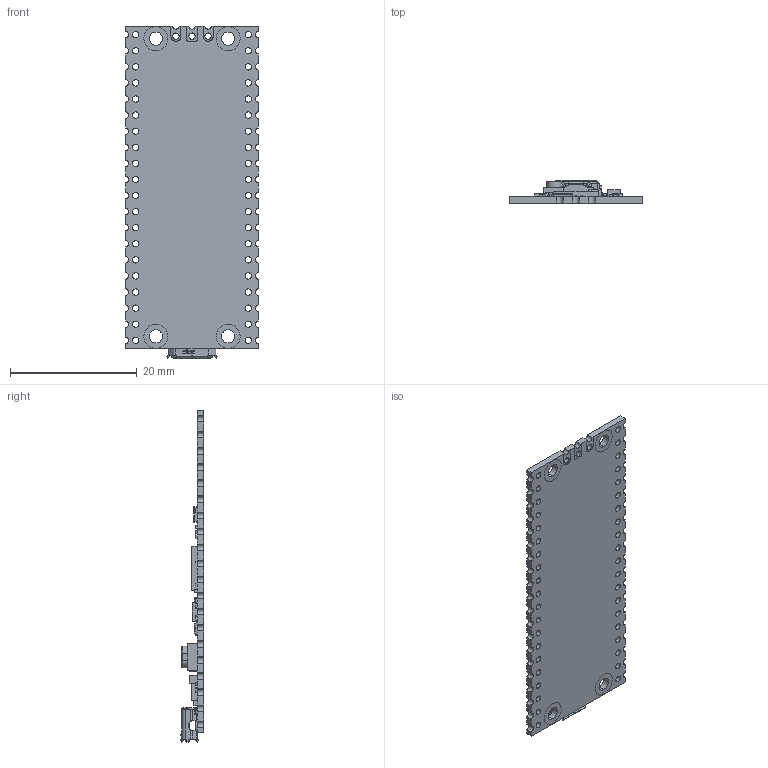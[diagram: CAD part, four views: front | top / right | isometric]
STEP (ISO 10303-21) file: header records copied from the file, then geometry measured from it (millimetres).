
FILE_DESCRIPTION(/* description */ ('VariCAD 2022-1.06 AP-214'),/* implementation_level */ '2;1');
FILE_NAME(/* name */ 'Raspberry Pi Pico-R3.stp',/* time_stamp */ '2022-04-25T18:33:19+01:00',/* author */ (''),/* organization */ (''),/* preprocessor_version */ 'VariCAD 2022-1.06',/* originating_system */ 'VariCAD 2022-1.06; kernel version (20180118)',/* authorisation */ '');
FILE_SCHEMA(('AUTOMOTIVE_DESIGN'));
Products named in the file (117): Raspberry Pi Pico-R3; SMD Capacitor, Configurable, Raspberry Pi Pico-R3_C43; SMD Capacitor, Configurable, Raspberry Pi Pico-R3_C42; SMD Capacitor, Configurable, Raspberry Pi Pico-R3_C41; SMD Resistor, Configurable, Raspberry Pi Pico-R3_R63; SMD Resistor, Configurable, Raspberry Pi Pico-R3_R62; SMD Resistor, Configurable, Raspberry Pi Pico-R3_R61; SMD Capacitor, Configurable, Raspberry Pi Pico-R3_C13; SMD Capacitor, Configurable, Raspberry Pi Pico-R3_C12; SMD Capacitor, Configurable, Raspberry Pi Pico-R3_C11; SMD Resistor, Configurable, Raspberry Pi Pico-R3_R113; SMD Resistor, Configurable, Raspberry Pi Pico-R3_R112; SMD Resistor, Configurable, Raspberry Pi Pico-R3_R111; SMD Capacitor, Configurable, Raspberry Pi Pico-R3_C53; SMD Capacitor, Configurable, Raspberry Pi Pico-R3_C52; SMD Capacitor, Configurable, Raspberry Pi Pico-R3_C51; SMD Resistor, Configurable, Raspberry Pi Pico-R3_R143; SMD Resistor, Configurable, Raspberry Pi Pico-R3_R142; SMD Resistor, Configurable, Raspberry Pi Pico-R3_R141; SMD Resistor, Configurable, Raspberry Pi Pico-R3_R33; SMD Resistor, Configurable, Raspberry Pi Pico-R3_R32; SMD Resistor, Configurable, Raspberry Pi Pico-R3_R31; SMD Capacitor, Configurable, Raspberry Pi Pico-R3_C153; SMD Capacitor, Configurable, Raspberry Pi Pico-R3_C152; SMD Capacitor, Configurable, Raspberry Pi Pico-R3_C151; SMD Resistor, Configurable, Raspberry Pi Pico-R3_R23; SMD Resistor, Configurable, Raspberry Pi Pico-R3_R22; SMD Resistor, Configurable, Raspberry Pi Pico-R3_R21; L1, Inductor, Raspberry Pi Pico-R3; MicroUSB Port, Raspberry Pi Pico-R37; MicroUSB Port, Raspberry Pi Pico-R36; MicroUSB Port, Raspberry Pi Pico-R35; MicroUSB Port, Raspberry Pi Pico-R34; MicroUSB Port, Raspberry Pi Pico-R33; MicroUSB Port, Raspberry Pi Pico-R32; MicroUSB Port, Raspberry Pi Pico-R31; SMD Capacitor, Configurable, Raspberry Pi Pico-R3_C143; SMD Capacitor, Configurable, Raspberry Pi Pico-R3_C142; SMD Capacitor, Configurable, Raspberry Pi Pico-R3_C141; SMD Capacitor, Configurable, Raspberry Pi Pico-R3_C63 ...
Assembly tree (116 placements, depth 2):
  Raspberry Pi Pico-R3
    SMD Capacitor, Configurable, Raspberry Pi Pico-R3_C43
    SMD Capacitor, Configurable, Raspberry Pi Pico-R3_C42
    SMD Capacitor, Configurable, Raspberry Pi Pico-R3_C41
    SMD Resistor, Configurable, Raspberry Pi Pico-R3_R63
    SMD Resistor, Configurable, Raspberry Pi Pico-R3_R62
    SMD Resistor, Configurable, Raspberry Pi Pico-R3_R61
    SMD Capacitor, Configurable, Raspberry Pi Pico-R3_C13
    SMD Capacitor, Configurable, Raspberry Pi Pico-R3_C12
    SMD Capacitor, Configurable, Raspberry Pi Pico-R3_C11
    SMD Resistor, Configurable, Raspberry Pi Pico-R3_R113
    SMD Resistor, Configurable, Raspberry Pi Pico-R3_R112
    SMD Resistor, Configurable, Raspberry Pi Pico-R3_R111
    SMD Capacitor, Configurable, Raspberry Pi Pico-R3_C53
    SMD Capacitor, Configurable, Raspberry Pi Pico-R3_C52
    SMD Capacitor, Configurable, Raspberry Pi Pico-R3_C51
    SMD Resistor, Configurable, Raspberry Pi Pico-R3_R143
    SMD Resistor, Configurable, Raspberry Pi Pico-R3_R142
    SMD Resistor, Configurable, Raspberry Pi Pico-R3_R141
    SMD Resistor, Configurable, Raspberry Pi Pico-R3_R33
    SMD Resistor, Configurable, Raspberry Pi Pico-R3_R32
    SMD Resistor, Configurable, Raspberry Pi Pico-R3_R31
    SMD Capacitor, Configurable, Raspberry Pi Pico-R3_C153
    SMD Capacitor, Configurable, Raspberry Pi Pico-R3_C152
    SMD Capacitor, Configurable, Raspberry Pi Pico-R3_C151
    SMD Resistor, Configurable, Raspberry Pi Pico-R3_R23
    SMD Resistor, Configurable, Raspberry Pi Pico-R3_R22
    SMD Resistor, Configurable, Raspberry Pi Pico-R3_R21
    L1, Inductor, Raspberry Pi Pico-R3
    MicroUSB Port, Raspberry Pi Pico-R37
    MicroUSB Port, Raspberry Pi Pico-R36
    MicroUSB Port, Raspberry Pi Pico-R35
    MicroUSB Port, Raspberry Pi Pico-R34
    MicroUSB Port, Raspberry Pi Pico-R33
    MicroUSB Port, Raspberry Pi Pico-R32
    MicroUSB Port, Raspberry Pi Pico-R31
    SMD Capacitor, Configurable, Raspberry Pi Pico-R3_C143
    SMD Capacitor, Configurable, Raspberry Pi Pico-R3_C142
    SMD Capacitor, Configurable, Raspberry Pi Pico-R3_C141
    SMD Capacitor, Configurable, Raspberry Pi Pico-R3_C63
    SMD Capacitor, Configurable, Raspberry Pi Pico-R3_C62
    SMD Capacitor, Configurable, Raspberry Pi Pico-R3_C61
    RP2040 Microcontroller, Raspberry Pi Pico-R3
    X1, X12M000000S096, 12 Mhz Crystal Resonator,
 Raspberry Pi Pico-R3
    SMD Capacitor, Configurable, Raspberry Pi Pico-R3_C113
    SMD Capacitor, Configurable, Raspberry Pi Pico-R3_C112
    SMD Capacitor, Configurable, Raspberry Pi Pico-R3_C111
    PCB, Raspberry Pi Pico-R3
    D1, Diode, Schottky, Raspberry Pi Pico-R3
    SMD Resistor, Configurable, Raspberry Pi Pico-R3_R123
    SMD Resistor, Configurable, Raspberry Pi Pico-R3_R122
    SMD Resistor, Configurable, Raspberry Pi Pico-R3_R121
    SMD Resistor, Configurable, Raspberry Pi Pico-R3_R133
    SMD Resistor, Configurable, Raspberry Pi Pico-R3_R132
    SMD Resistor, Configurable, Raspberry Pi Pico-R3_R131
    SMD Capacitor, Configurable, Raspberry Pi Pico-R3_C103
    SMD Capacitor, Configurable, Raspberry Pi Pico-R3_C102
    SMD Capacitor, Configurable, Raspberry Pi Pico-R3_C101
    SW1, Tact Switch, Raspberry Pi Pico-R3
    SMD Resistor, Configurable, Raspberry Pi Pico-R3_R43
Bounding box: 21 x 3.69 x 52.43 mm (x, y, z)
Volume: 1159.3 mm3; surface area: 3058.9 mm2
Topology: 116 solids, 116 shells, 2153 faces, 5272 edges, 3310 vertices
Faces by surface type: plane 1136, cylinder 671, torus 252, bspline 70, sphere 24
Entity records: 73151 total; most frequent: CARTESIAN_POINT 18246, DIRECTION 11198, ORIENTED_EDGE 10472, EDGE_CURVE 5236, AXIS2_PLACEMENT_3D 3894, LINE 3410, VECTOR 3410, VERTEX_POINT 3310
